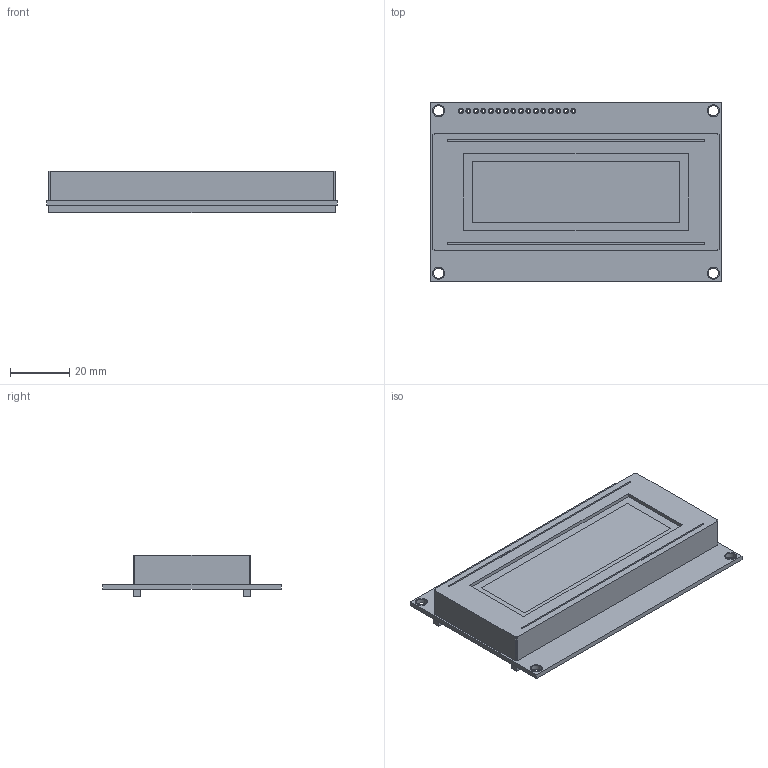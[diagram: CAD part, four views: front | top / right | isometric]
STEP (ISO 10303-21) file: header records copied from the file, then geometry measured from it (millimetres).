
FILE_DESCRIPTION(/* description */ (''),/* implementation_level */ '2;1');
FILE_NAME(/* name */ 'DS_SAINSMART_LCD2004.stp',/* time_stamp */ '2016-01-26T15:48:51+01:00',/* author */ ('riccim'),/* organization */ (''),/* preprocessor_version */ 'ST-DEVELOPER v15.5',/* originating_system */ 'AutoCAD Mechanical',/* authorisation */ '');
FILE_SCHEMA (('AUTOMOTIVE_DESIGN { 1 0 10303 214 3 1 1 }'));
Length unit declared in the file: millimetre
Products named in the file (1): Product
Bounding box: 98.5 x 60.5 x 14 mm (x, y, z)
Volume: 46233.3 mm3; surface area: 29832.7 mm2
Topology: 26 solids, 26 shells, 163 faces, 324 edges, 216 vertices
Faces by surface type: plane 99, cylinder 64
Full cylindrical faces by diameter (mm): 1 x16, 1.7 x32, 3.4 x4, 4.1 x8
Entity records: 4145 total; most frequent: DIRECTION 720, CARTESIAN_POINT 644, ORIENTED_EDGE 528, EDGE_LOOP 308, AXIS2_PLACEMENT_3D 292, EDGE_CURVE 264, VERTEX_POINT 216, FACE_OUTER_BOUND 163
